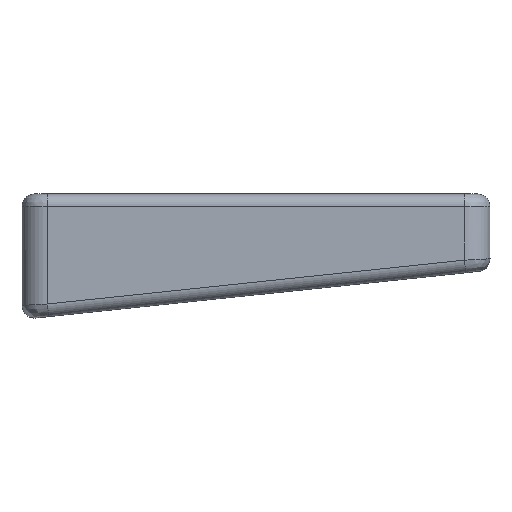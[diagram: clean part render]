
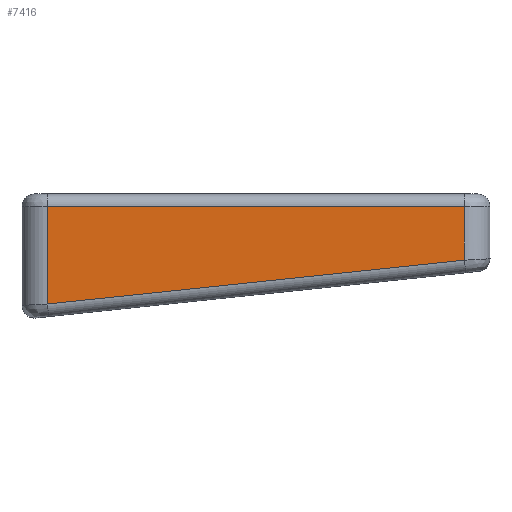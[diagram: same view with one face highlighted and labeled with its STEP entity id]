
A CAD part, left-side view. The second image highlights one B-rep face of the part: STEP entity #7416.
In plain terms, the highlighted planar face has unit normal (-1, 0, 0).
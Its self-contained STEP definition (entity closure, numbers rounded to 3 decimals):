
#238=PLANE('',#7984);
#594=FACE_OUTER_BOUND('',#1035,.T.);
#1035=EDGE_LOOP('',(#5836,#5837,#5838,#5839));
#1638=LINE('',#11276,#2531);
#1650=LINE('',#11447,#2543);
#1654=LINE('',#11483,#2547);
#1655=LINE('',#11484,#2548);
#2531=VECTOR('',#9018,10.);
#2543=VECTOR('',#9084,10.);
#2547=VECTOR('',#9098,10.);
#2548=VECTOR('',#9099,10.);
#3630=VERTEX_POINT('',#11270);
#3631=VERTEX_POINT('',#11274);
#3646=VERTEX_POINT('',#11439);
#3648=VERTEX_POINT('',#11445);
#4438=EDGE_CURVE('',#3631,#3630,#1638,.T.);
#4468=EDGE_CURVE('',#3648,#3646,#1650,.T.);
#4475=EDGE_CURVE('',#3646,#3631,#1654,.T.);
#4476=EDGE_CURVE('',#3630,#3648,#1655,.T.);
#5836=ORIENTED_EDGE('',*,*,#4438,.F.);
#5837=ORIENTED_EDGE('',*,*,#4475,.F.);
#5838=ORIENTED_EDGE('',*,*,#4468,.F.);
#5839=ORIENTED_EDGE('',*,*,#4476,.F.);
#7416=ADVANCED_FACE('',(#594),#238,.F.);
#7984=AXIS2_PLACEMENT_3D('',#11482,#9096,#9097);
#9018=DIRECTION('',(0.,-1.,0.));
#9084=DIRECTION('',(0.,0.995,-0.105));
#9096=DIRECTION('center_axis',(1.,0.,
0.));
#9097=DIRECTION('ref_axis',(0.,1.,0.));
#9098=DIRECTION('',(0.,0.,1.));
#9099=DIRECTION('',(0.,0.,-1.));
#11270=CARTESIAN_POINT('',(-43.413,-41.01,8.933));
#11274=CARTESIAN_POINT('',(-43.398,40.99,8.933));
#11276=CARTESIAN_POINT('',(-43.402,22.99,8.933));
#11439=CARTESIAN_POINT('',(-43.399,40.99,-10.198));
#11445=CARTESIAN_POINT('',(-43.413,-41.01,-1.579));
#11447=CARTESIAN_POINT('',(-43.41,-23.138,-3.457));
#11482=CARTESIAN_POINT('Origin',(-43.406,-0.01,
-0.902));
#11483=CARTESIAN_POINT('',(-43.399,40.99,-7.07));
#11484=CARTESIAN_POINT('',(-43.413,-41.01,5.265));
